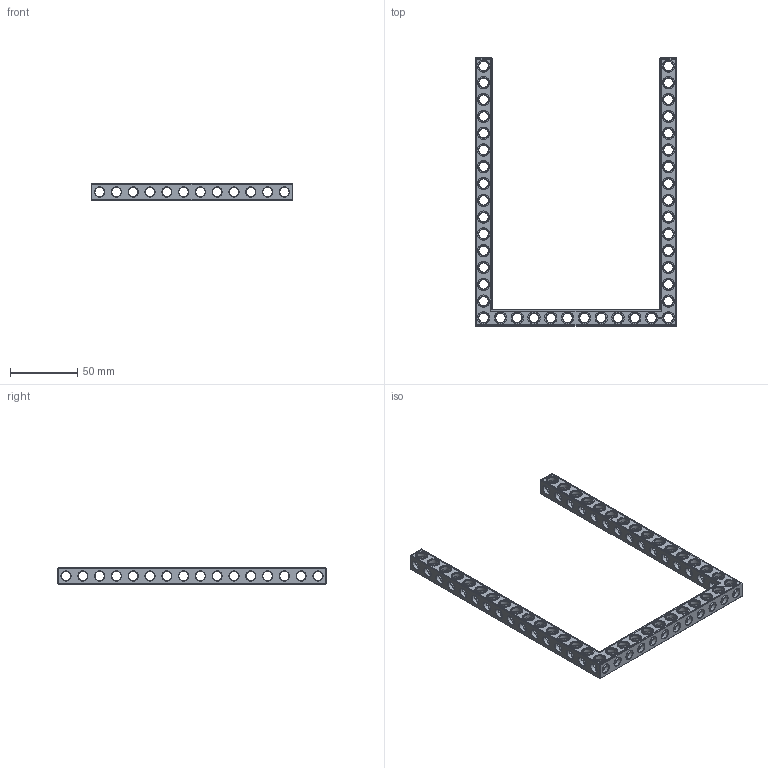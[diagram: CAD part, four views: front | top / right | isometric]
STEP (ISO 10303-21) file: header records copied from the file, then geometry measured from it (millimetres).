
FILE_DESCRIPTION(('FreeCAD Model'),'2;1');
FILE_NAME('Open CASCADE Shape Model','2022-02-26T16:04:10',('Author'),( ''),'Open CASCADE STEP processor 7.5','FreeCAD','Unknown');
FILE_SCHEMA(('AUTOMOTIVE_DESIGN { 1 0 10303 214 1 1 1 1 }'));
Products named in the file (1): Beam AGD ESS USH SYM BU12x16x01 - SPN-BEM-0494 (stemfie.org)
Bounding box: 150 x 200 x 12.5 mm (x, y, z)
Volume: 41043 mm3; surface area: 36623.3 mm2
Topology: 1 solids, 1 shells, 987 faces, 3022 edges, 1946 vertices
Faces by surface type: plane 430, cylinder 253, cone 170, extrusion 134
Full cylindrical faces by diameter (mm): 6.98 x34, 7 x177, 9.2 x42
Entity records: 231567 total; most frequent: CARTESIAN_POINT 175215, DIRECTION 9182, ORIENTED_EDGE 6044, PCURVE 6044, DEFINITIONAL_REPRESENTATION 6044, VECTOR 5598, LINE 5464, EDGE_CURVE 3022
